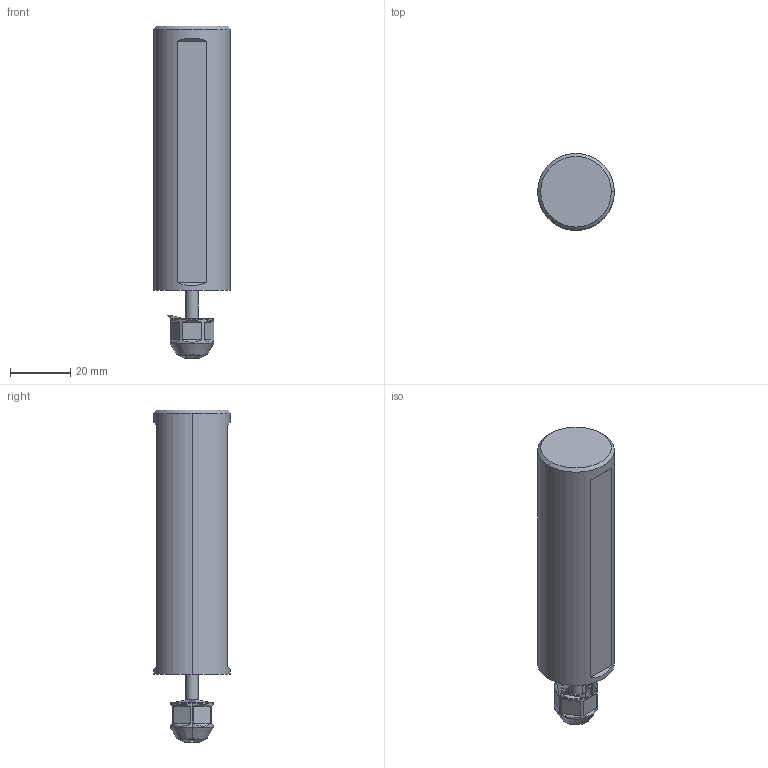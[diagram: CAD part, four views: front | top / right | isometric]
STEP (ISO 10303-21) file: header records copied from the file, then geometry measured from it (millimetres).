
FILE_DESCRIPTION(/* description */ (''),/* implementation_level */ '2;1');
FILE_NAME(/* name */ '1587010160566.stp',/* time_stamp */ '2020-04-16T09:39:54+05:00',/* author */ (''),/* organization */ ('SMS'),/* preprocessor_version */ 'ST-DEVELOPER v16.7',/* originating_system */ 'SIEMENS PLM Software NX 12.0',/* authorisation */ '');
FILE_SCHEMA (('AUTOMOTIVE_DESIGN { 1 0 10303 214 3 1 1 1 }'));
Length unit declared in the file: millimetre
Products named in the file (1): 202195637mod000_00
Bounding box: 25.39 x 25.39 x 110 mm (x, y, z)
Volume: 43752.4 mm3; surface area: 8992.5 mm2
Topology: 1 solids, 2 shells, 123 faces, 357 edges, 240 vertices
Faces by surface type: plane 59, cylinder 27, cone 22, torus 10, bspline 5
Full cylindrical faces by diameter (mm): 4.016 x1
Entity records: 5769 total; most frequent: CARTESIAN_POINT 2328, ORIENTED_EDGE 758, DIRECTION 649, EDGE_CURVE 379, VERTEX_POINT 278, AXIS2_PLACEMENT_3D 234, LINE 181, VECTOR 181
